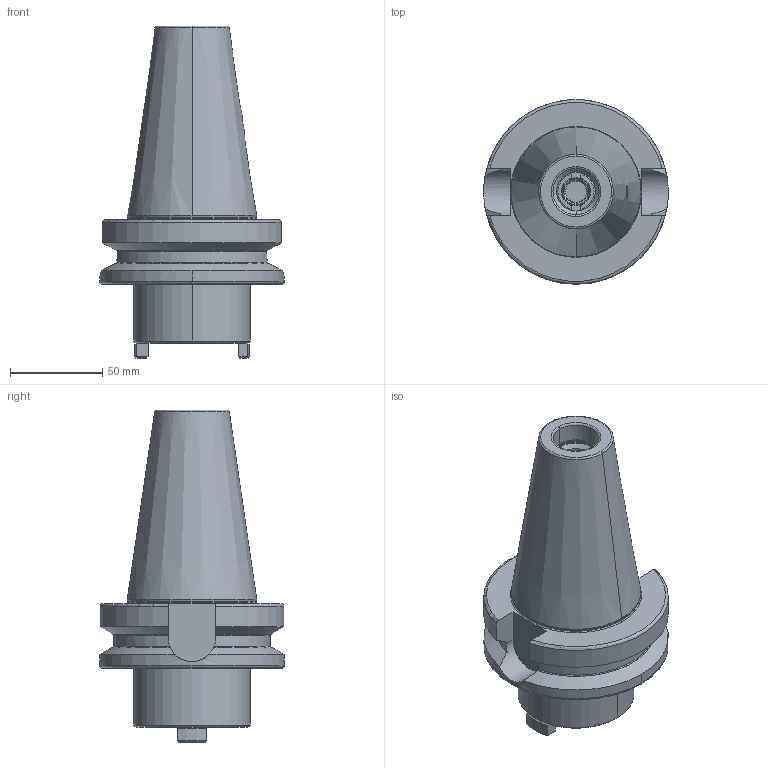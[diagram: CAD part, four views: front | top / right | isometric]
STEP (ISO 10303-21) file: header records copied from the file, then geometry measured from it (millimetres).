
FILE_DESCRIPTION((''),'2;1');
FILE_NAME('505_09_40','2020-09-04T',('101107'),(''),'CREO PARAMETRIC BY PTC INC, 2016260','CREO PARAMETRIC BY PTC INC, 2016260','');
FILE_SCHEMA(('CONFIG_CONTROL_DESIGN'));
Length unit declared in the file: millimetre
Products named in the file (1): 505_09_40
Bounding box: 100 x 100 x 179.8 mm (x, y, z)
Volume: 501843.6 mm3; surface area: 70235.1 mm2
Topology: 1 solids, 1 shells, 157 faces, 370 edges, 226 vertices
Faces by surface type: plane 53, cone 41, cylinder 39, torus 24
Entity records: 4865 total; most frequent: CARTESIAN_POINT 1226, DIRECTION 779, ORIENTED_EDGE 740, EDGE_CURVE 370, AXIS2_PLACEMENT_3D 321, VERTEX_POINT 226, EDGE_LOOP 168, CIRCLE 161
